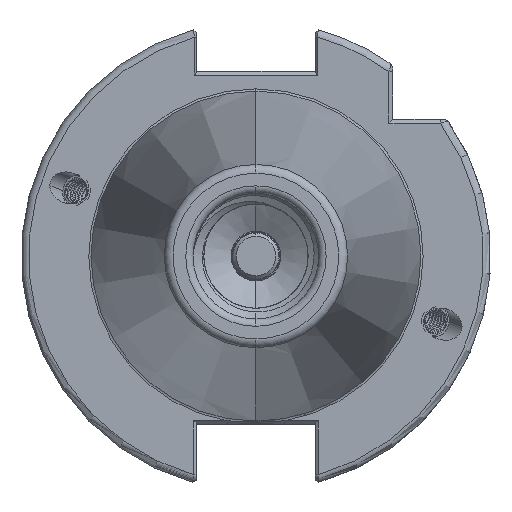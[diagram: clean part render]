
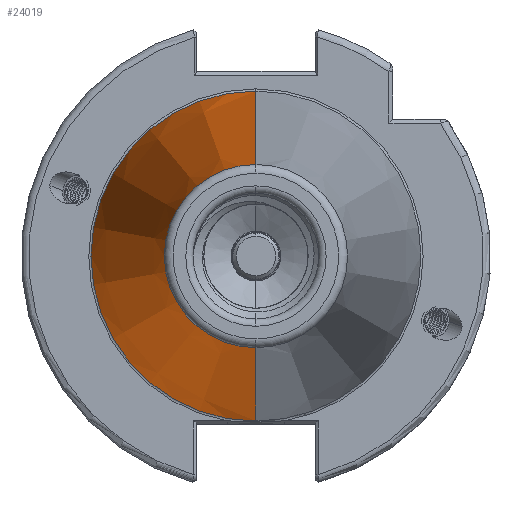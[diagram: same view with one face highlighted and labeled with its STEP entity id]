
A CAD part, left-side view. The second image highlights one B-rep face of the part: STEP entity #24019.
In plain terms, the highlighted conical face has half-angle 8.297 degrees and reference radius 22.692 mm.
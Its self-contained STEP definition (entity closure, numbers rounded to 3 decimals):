
#842 = DIRECTION ( 'NONE',  ( 1., 0., 0. ) ) ;
#843 = DIRECTION ( 'NONE',  ( 0., 0., -1. ) ) ;
#876 = CARTESIAN_POINT ( 'NONE',  ( 0., 0., 0. ) ) ;
#6045 = CARTESIAN_POINT ( 'NONE',  ( -70.573, 0., 0. ) ) ;
#6079 = DIRECTION ( 'NONE',  ( 1., 0., 0. ) ) ;
#6092 = DIRECTION ( 'NONE',  ( 0., 0., -1. ) ) ;
#6098 = CARTESIAN_POINT ( 'NONE',  ( -2.5, 0., 0. ) ) ;
#6100 = DIRECTION ( 'NONE',  ( 1., 0., 0. ) ) ;
#6115 = DIRECTION ( 'NONE',  ( 0., 0., 1. ) ) ;
#6121 = CARTESIAN_POINT ( 'NONE',  ( 0., 0., 22.692 ) ) ;
#6146 = DIRECTION ( 'NONE',  ( 0.99, 0., 0.144 ) ) ;
#6181 = DIRECTION ( 'NONE',  ( 0.99, 0., -0.144 ) ) ;
#6183 = CARTESIAN_POINT ( 'NONE',  ( 0., 0., -22.692 ) ) ;
#7668 = ORIENTED_EDGE ( 'NONE', *, *, #23837, .T. ) ;
#7670 = ORIENTED_EDGE ( 'NONE', *, *, #23865, .F. ) ;
#7673 = ORIENTED_EDGE ( 'NONE', *, *, #23839, .F. ) ;
#7699 = ORIENTED_EDGE ( 'NONE', *, *, #23856, .T. ) ;
#9349 = AXIS2_PLACEMENT_3D ( 'NONE', #6098, #6079, #6092 ) ;
#9374 = AXIS2_PLACEMENT_3D ( 'NONE', #6045, #6100, #6115 ) ;
#9541 = AXIS2_PLACEMENT_3D ( 'NONE', #876, #842, #843 ) ;
#9846 = VERTEX_POINT ( 'NONE', #15692 ) ;
#9856 = VERTEX_POINT ( 'NONE', #15713 ) ;
#9864 = VERTEX_POINT ( 'NONE', #15676 ) ;
#9866 = VERTEX_POINT ( 'NONE', #15711 ) ;
#15676 = CARTESIAN_POINT ( 'NONE',  ( -2.5, 0., -22.327 ) ) ;
#15692 = CARTESIAN_POINT ( 'NONE',  ( -70.573, 0., 12.4 ) ) ;
#15711 = CARTESIAN_POINT ( 'NONE',  ( -70.573, 0., -12.4 ) ) ;
#15713 = CARTESIAN_POINT ( 'NONE',  ( -2.5, 0., 22.327 ) ) ;
#16620 = CIRCLE ( 'NONE', #9349, 22.327 ) ;
#16630 = CIRCLE ( 'NONE', #9374, 12.4 ) ;
#16655 = LINE ( 'NONE', #6183, #16675 ) ;
#16675 = VECTOR ( 'NONE', #6181, 1000. ) ;
#16679 = VECTOR ( 'NONE', #6146, 1000. ) ;
#16697 = LINE ( 'NONE', #6121, #16679 ) ;
#16953 = FACE_OUTER_BOUND ( 'NONE', #21021, .T. ) ;
#16958 = CONICAL_SURFACE ( 'NONE', #9541, 22.692, 0.145 ) ;
#21021 = EDGE_LOOP ( 'NONE', ( #7668, #7699, #7673, #7670 ) ) ;
#23837 = EDGE_CURVE ( 'NONE', #9866, #9846, #16630, .T. ) ;
#23839 = EDGE_CURVE ( 'NONE', #9864, #9856, #16620, .T. ) ;
#23856 = EDGE_CURVE ( 'NONE', #9846, #9856, #16697, .T. ) ;
#23865 = EDGE_CURVE ( 'NONE', #9866, #9864, #16655, .T. ) ;
#24019 = ADVANCED_FACE ( 'NONE', ( #16953 ), #16958, .T. ) ;
